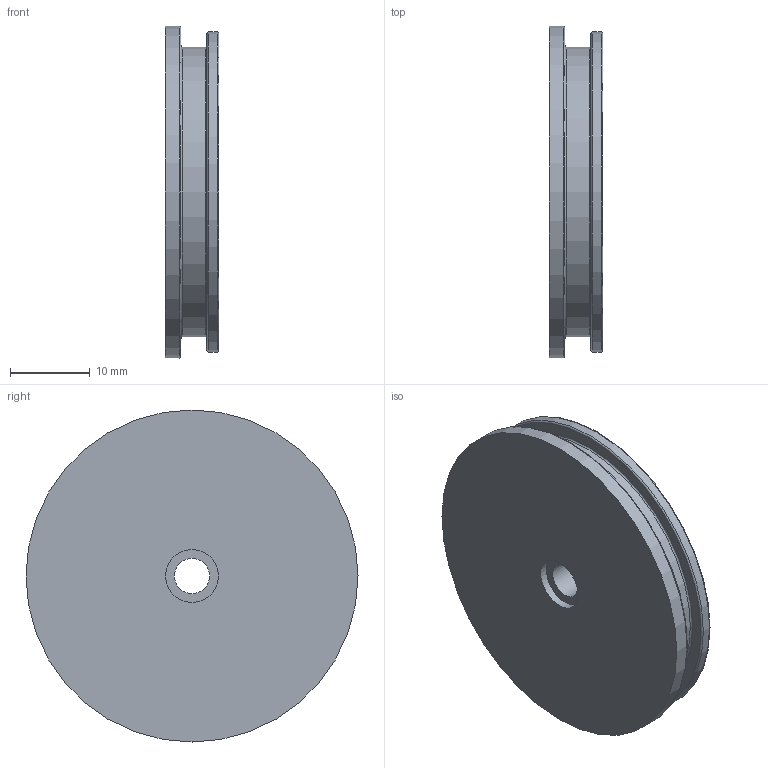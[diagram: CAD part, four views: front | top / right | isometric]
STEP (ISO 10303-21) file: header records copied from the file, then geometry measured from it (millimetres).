
FILE_DESCRIPTION(/* description */ ('','CAx-IF Rec.Pracs.---Representation and Presentation of Product Manufacturing Information (PMI)---4.0---2014-10-13'),/* implementation_level */ '2;1');
FILE_NAME(/* name */ 'tube_cap-v14 v1.step',/* time_stamp */ '2025-02-22T11:49:08-08:00',/* author */ (''),/* organization */ (''),/* preprocessor_version */ 'ST-DEVELOPER v20',/* originating_system */ 'Autodesk Translation Framework v13.20.0.188',/* authorisation */ '');
FILE_SCHEMA (('AP242_MANAGED_MODEL_BASED_3D_ENGINEERING_MIM_LF { 1 0 10303 442 1 1 4 }'));
Length unit declared in the file: millimetre
Products named in the file (1): tube_cap-v14
Bounding box: 6.75 x 41.5 x 41.5 mm (x, y, z)
Volume: 4632.5 mm3; surface area: 4793.2 mm2
Topology: 1 solids, 1 shells, 32 faces, 81 edges, 49 vertices
Faces by surface type: cone 10, cylinder 6, plane 6, torus 6, bspline 4
Full cylindrical faces by diameter (mm): 4.4 x1, 6.6 x1
Entity records: 1507 total; most frequent: CARTESIAN_POINT 681, ORIENTED_EDGE 162, DIRECTION 159, EDGE_CURVE 81, AXIS2_PLACEMENT_3D 69, VERTEX_POINT 49, CIRCLE 40, EDGE_LOOP 36
